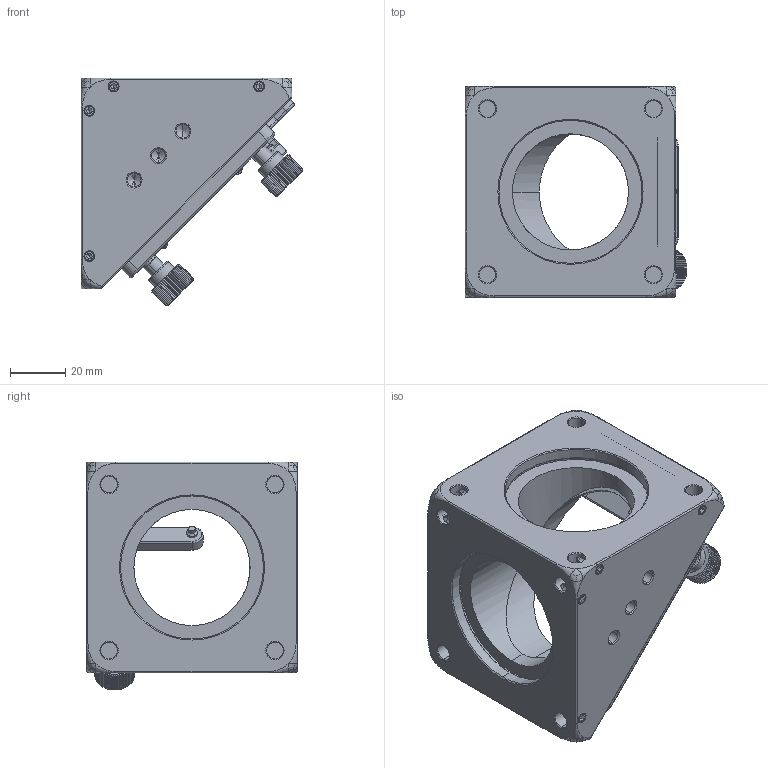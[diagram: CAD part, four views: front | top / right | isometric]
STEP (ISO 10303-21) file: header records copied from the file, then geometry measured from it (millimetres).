
FILE_DESCRIPTION (( 'STEP AP203' ), '1' );
FILE_NAME ('CSRA2-BE.STEP', '2025-12-23T03:17:02', ( '' ), ( '' ), 'SwSTEP 2.0', 'SolidWorks 2020', '' );
FILE_SCHEMA (( 'CONFIG_CONTROL_DESIGN' ));
Length unit declared in the file: millimetre
Products named in the file (1): CSRA2-BE
Bounding box: 80.23 x 76.2 x 82.36 mm (x, y, z)
Volume: 160514.3 mm3; surface area: 60150.7 mm2
Topology: 40 solids, 42 shells, 2043 faces, 5114 edges, 3143 vertices
Faces by surface type: plane 916, cylinder 525, cone 364, bspline 156, torus 55, sphere 27
Entity records: 81939 total; most frequent: CARTESIAN_POINT 35530, ORIENTED_EDGE 10004, DIRECTION 9034, EDGE_CURVE 5002, AXIS2_PLACEMENT_3D 3386, VERTEX_POINT 3137, LINE 2262, VECTOR 2262
